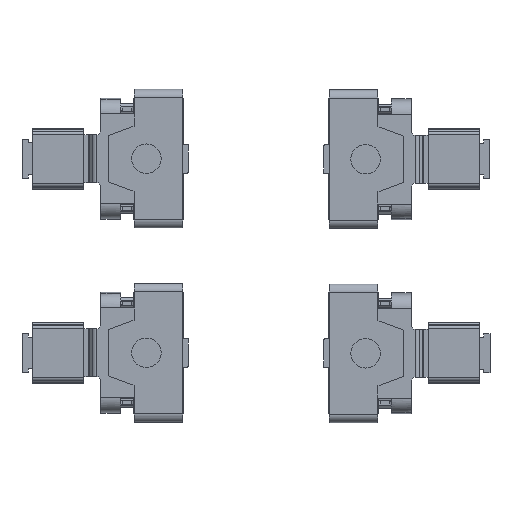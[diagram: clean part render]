
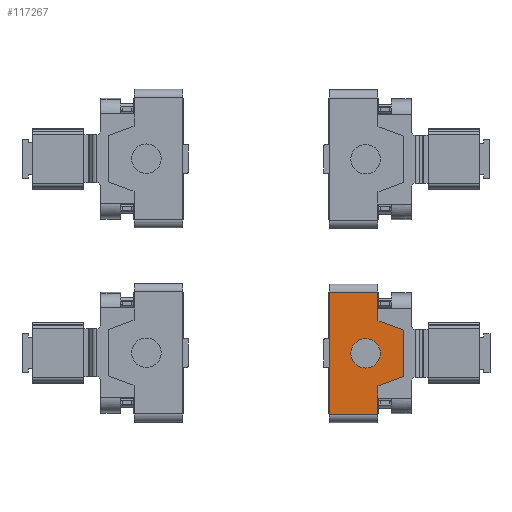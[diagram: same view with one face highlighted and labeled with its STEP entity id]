
A CAD part, front view. The second image highlights one B-rep face of the part: STEP entity #117267.
In plain terms, the highlighted planar face has unit normal (0, -1, 0).
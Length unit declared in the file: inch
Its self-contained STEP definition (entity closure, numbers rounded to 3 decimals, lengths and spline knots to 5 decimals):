
#346 = VERTEX_POINT ( 'NONE', #148214 ) ;
#553 = VERTEX_POINT ( 'NONE', #151389 ) ;
#3491 = EDGE_LOOP ( 'NONE', ( #17263, #109374 ) ) ;
#6623 = AXIS2_PLACEMENT_3D ( 'NONE', #55331, #140091, #67517 ) ;
#9834 = ORIENTED_EDGE ( 'NONE', *, *, #33445, .F. ) ;
#10060 = EDGE_CURVE ( 'NONE', #93111, #25024, #138067, .T. ) ;
#10130 = CIRCLE ( 'NONE', #89232, 0.1126 ) ;
#12496 = AXIS2_PLACEMENT_3D ( 'NONE', #137739, #65153, #149953 ) ;
#14091 = ORIENTED_EDGE ( 'NONE', *, *, #15118, .F. ) ;
#15118 = EDGE_CURVE ( 'NONE', #61836, #346, #137560, .T. ) ;
#15726 = EDGE_LOOP ( 'NONE', ( #20314, #9834, #124548, #52461, #34505, #14091, #141032, #68146 ) ) ;
#17263 = ORIENTED_EDGE ( 'NONE', *, *, #10060, .F. ) ;
#18141 = EDGE_CURVE ( 'NONE', #106724, #61836, #62834, .T. ) ;
#18542 = LINE ( 'NONE', #119432, #143682 ) ;
#20314 = ORIENTED_EDGE ( 'NONE', *, *, #30425, .F. ) ;
#23559 = DIRECTION ( 'NONE',  ( 0., -1., 0. ) ) ;
#23595 = DIRECTION ( 'NONE',  ( 0., 0., 1. ) ) ;
#25024 = VERTEX_POINT ( 'NONE', #85992 ) ;
#28344 = EDGE_CURVE ( 'NONE', #346, #91740, #82731, .T. ) ;
#30425 = EDGE_CURVE ( 'NONE', #553, #106893, #56563, .T. ) ;
#30585 = VECTOR ( 'NONE', #23595, 39.37008 ) ;
#31117 = CARTESIAN_POINT ( 'NONE',  ( 0.93228, 0.62047, -0.46856 ) ) ;
#33322 = DIRECTION ( 'NONE',  ( 1., 0., 0. ) ) ;
#33445 = EDGE_CURVE ( 'NONE', #34692, #553, #90498, .T. ) ;
#34505 = ORIENTED_EDGE ( 'NONE', *, *, #28344, .F. ) ;
#34692 = VERTEX_POINT ( 'NONE', #66817 ) ;
#36219 = CARTESIAN_POINT ( 'NONE',  ( 1.12913, 0.62047, 0.17509 ) ) ;
#36467 = EDGE_CURVE ( 'NONE', #91740, #101529, #48361, .T. ) ;
#38257 = FACE_OUTER_BOUND ( 'NONE', #15726, .T. ) ;
#38788 = CARTESIAN_POINT ( 'NONE',  ( 0.93228, 0.62047, 0.24674 ) ) ;
#48361 = LINE ( 'NONE', #148205, #112785 ) ;
#48368 = CARTESIAN_POINT ( 'NONE',  ( 0.7252, 0.62047, -0.00208 ) ) ;
#50128 = VECTOR ( 'NONE', #116413, 39.37008 ) ;
#52461 = ORIENTED_EDGE ( 'NONE', *, *, #36467, .F. ) ;
#55331 = CARTESIAN_POINT ( 'NONE',  ( 0.93228, 0.62047, -0.53357 ) ) ;
#56184 = DIRECTION ( 'NONE',  ( -0.94, 0., -0.342 ) ) ;
#56563 = LINE ( 'NONE', #135483, #121002 ) ;
#58290 = VECTOR ( 'NONE', #56184, 39.37008 ) ;
#59587 = DIRECTION ( 'NONE',  ( 0., 0., -1. ) ) ;
#61836 = VERTEX_POINT ( 'NONE', #145486 ) ;
#62834 = LINE ( 'NONE', #83952, #30585 ) ;
#62909 = DIRECTION ( 'NONE',  ( 0., 0., -1. ) ) ;
#65153 = DIRECTION ( 'NONE',  ( 0., -1., 0. ) ) ;
#66817 = CARTESIAN_POINT ( 'NONE',  ( 1.12913, 0.62047, -0.17924 ) ) ;
#67517 = DIRECTION ( 'NONE',  ( 1., 0., 0. ) ) ;
#68146 = ORIENTED_EDGE ( 'NONE', *, *, #95459, .F. ) ;
#70542 = FACE_BOUND ( 'NONE', #3491, .T. ) ;
#73134 = VECTOR ( 'NONE', #33322, 39.37008 ) ;
#75619 = DIRECTION ( 'NONE',  ( 0.94, 0., -0.342 ) ) ;
#82731 = LINE ( 'NONE', #152709, #111179 ) ;
#83952 = CARTESIAN_POINT ( 'NONE',  ( 0.55827, 0.62047, -0.53357 ) ) ;
#85992 = CARTESIAN_POINT ( 'NONE',  ( 0.95039, 0.62047, -0.00208 ) ) ;
#86656 = EDGE_CURVE ( 'NONE', #25024, #93111, #10130, .T. ) ;
#89232 = AXIS2_PLACEMENT_3D ( 'NONE', #96131, #23559, #108354 ) ;
#90498 = LINE ( 'NONE', #116564, #58290 ) ;
#91740 = VERTEX_POINT ( 'NONE', #38788 ) ;
#93111 = VERTEX_POINT ( 'NONE', #48368 ) ;
#94281 = CARTESIAN_POINT ( 'NONE',  ( 0.55827, 0.62047, -0.46856 ) ) ;
#95459 = EDGE_CURVE ( 'NONE', #106893, #106724, #143062, .T. ) ;
#96131 = CARTESIAN_POINT ( 'NONE',  ( 0.8378, 0.62047, -0.00208 ) ) ;
#101462 = EDGE_CURVE ( 'NONE', #101529, #34692, #18542, .T. ) ;
#101529 = VERTEX_POINT ( 'NONE', #36219 ) ;
#106724 = VERTEX_POINT ( 'NONE', #94281 ) ;
#106893 = VERTEX_POINT ( 'NONE', #132377 ) ;
#108354 = DIRECTION ( 'NONE',  ( -1., 0., 0. ) ) ;
#109374 = ORIENTED_EDGE ( 'NONE', *, *, #86656, .F. ) ;
#111179 = VECTOR ( 'NONE', #140461, 39.37008 ) ;
#112785 = VECTOR ( 'NONE', #75619, 39.37008 ) ;
#116413 = DIRECTION ( 'NONE',  ( -1., 0., 0. ) ) ;
#116564 = CARTESIAN_POINT ( 'NONE',  ( 1.12913, 0.62047, -0.17924 ) ) ;
#117267 = ADVANCED_FACE ( 'NONE', ( #38257, #70542 ), #151830, .F. ) ;
#117580 = CARTESIAN_POINT ( 'NONE',  ( 0.93228, 0.62047, 0.46441 ) ) ;
#119432 = CARTESIAN_POINT ( 'NONE',  ( 1.12913, 0.62047, -0.53357 ) ) ;
#121002 = VECTOR ( 'NONE', #62909, 39.37008 ) ;
#124548 = ORIENTED_EDGE ( 'NONE', *, *, #101462, .F. ) ;
#132377 = CARTESIAN_POINT ( 'NONE',  ( 0.93228, 0.62047, -0.46856 ) ) ;
#135483 = CARTESIAN_POINT ( 'NONE',  ( 0.93228, 0.62047, -0.53357 ) ) ;
#137560 = LINE ( 'NONE', #117580, #73134 ) ;
#137739 = CARTESIAN_POINT ( 'NONE',  ( 0.8378, 0.62047, -0.00208 ) ) ;
#138067 = CIRCLE ( 'NONE', #12496, 0.1126 ) ;
#140091 = DIRECTION ( 'NONE',  ( 0., 1., 0. ) ) ;
#140461 = DIRECTION ( 'NONE',  ( 0., 0., -1. ) ) ;
#141032 = ORIENTED_EDGE ( 'NONE', *, *, #18141, .F. ) ;
#143062 = LINE ( 'NONE', #31117, #50128 ) ;
#143682 = VECTOR ( 'NONE', #59587, 39.37008 ) ;
#145486 = CARTESIAN_POINT ( 'NONE',  ( 0.55827, 0.62047, 0.46441 ) ) ;
#148205 = CARTESIAN_POINT ( 'NONE',  ( 0.93228, 0.62047, 0.24674 ) ) ;
#148214 = CARTESIAN_POINT ( 'NONE',  ( 0.93228, 0.62047, 0.46441 ) ) ;
#149953 = DIRECTION ( 'NONE',  ( -1., 0., 0. ) ) ;
#151389 = CARTESIAN_POINT ( 'NONE',  ( 0.93228, 0.62047, -0.25089 ) ) ;
#151830 = PLANE ( 'NONE',  #6623 ) ;
#152709 = CARTESIAN_POINT ( 'NONE',  ( 0.93228, 0.62047, -0.53357 ) ) ;
